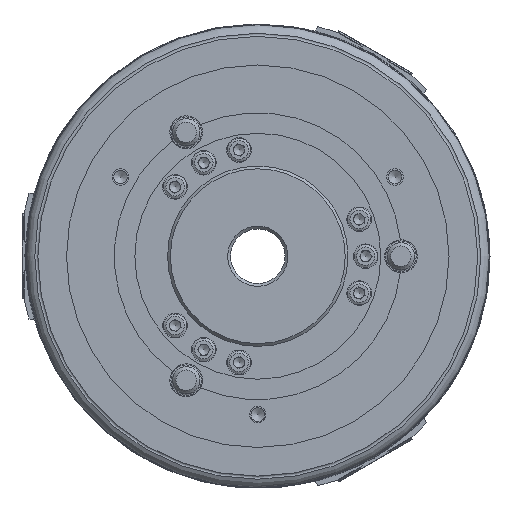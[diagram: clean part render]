
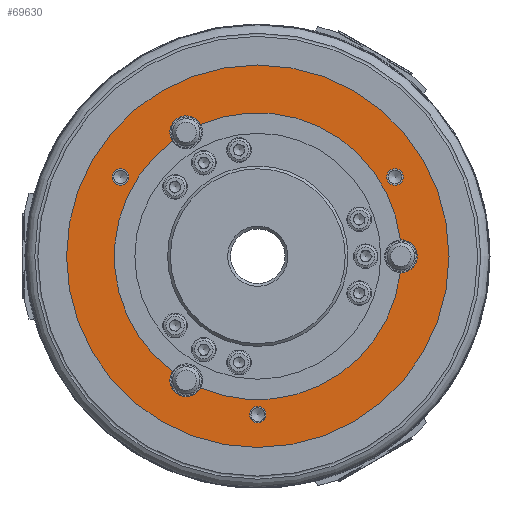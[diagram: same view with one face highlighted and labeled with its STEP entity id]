
A CAD part, left-side view. The second image highlights one B-rep face of the part: STEP entity #69630.
In plain terms, the highlighted planar face has unit normal (-1, 0, 0).
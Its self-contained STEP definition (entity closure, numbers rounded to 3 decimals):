
#812=CIRCLE('',#72535,6.);
#814=CIRCLE('',#72538,3.);
#815=CIRCLE('',#72539,3.);
#816=CIRCLE('',#72540,3.);
#817=CIRCLE('',#72541,6.);
#818=CIRCLE('',#72542,52.5);
#819=CIRCLE('',#72543,6.);
#820=CIRCLE('',#72544,52.5);
#821=CIRCLE('',#72545,52.5);
#822=CIRCLE('',#72546,70.);
#12135=ORIENTED_EDGE('',*,*,#23562,.F.);
#12136=ORIENTED_EDGE('',*,*,#23563,.F.);
#12137=ORIENTED_EDGE('',*,*,#23564,.F.);
#12138=ORIENTED_EDGE('',*,*,#23565,.F.);
#12139=ORIENTED_EDGE('',*,*,#23566,.F.);
#12140=ORIENTED_EDGE('',*,*,#23567,.T.);
#12141=ORIENTED_EDGE('',*,*,#23568,.T.);
#12142=ORIENTED_EDGE('',*,*,#23560,.F.);
#12143=ORIENTED_EDGE('',*,*,#23569,.F.);
#12144=ORIENTED_EDGE('',*,*,#23570,.F.);
#23560=EDGE_CURVE('',#29227,#29226,#812,.F.);
#23562=EDGE_CURVE('',#29229,#29229,#814,.T.);
#23563=EDGE_CURVE('',#29230,#29230,#815,.T.);
#23564=EDGE_CURVE('',#29231,#29231,#816,.T.);
#23565=EDGE_CURVE('',#29232,#29233,#817,.F.);
#23566=EDGE_CURVE('',#29234,#29232,#818,.T.);
#23567=EDGE_CURVE('',#29234,#29235,#819,.F.);
#23568=EDGE_CURVE('',#29235,#29226,#820,.T.);
#23569=EDGE_CURVE('',#29233,#29227,#821,.T.);
#23570=EDGE_CURVE('',#29236,#29236,#822,.T.);
#29226=VERTEX_POINT('',#99803);
#29227=VERTEX_POINT('',#99805);
#29229=VERTEX_POINT('',#99811);
#29230=VERTEX_POINT('',#99813);
#29231=VERTEX_POINT('',#99815);
#29232=VERTEX_POINT('',#99817);
#29233=VERTEX_POINT('',#99818);
#29234=VERTEX_POINT('',#99820);
#29235=VERTEX_POINT('',#99822);
#29236=VERTEX_POINT('',#99826);
#45466=EDGE_LOOP('',(#12135));
#45467=EDGE_LOOP('',(#12136));
#45468=EDGE_LOOP('',(#12137));
#45469=EDGE_LOOP('',(#12138,#12139,#12140,#12141,#12142,#12143));
#45470=EDGE_LOOP('',(#12144));
#48242=FACE_BOUND('',#45466,.T.);
#48243=FACE_BOUND('',#45467,.T.);
#48244=FACE_BOUND('',#45468,.T.);
#48245=FACE_BOUND('',#45469,.T.);
#48246=FACE_BOUND('',#45470,.T.);
#50672=PLANE('',#72537);
#69630=ADVANCED_FACE('',(#48242,#48243,#48244,#48245,#48246),#50672,.T.);
#72535=AXIS2_PLACEMENT_3D('',#99806,#83691,#83692);
#72537=AXIS2_PLACEMENT_3D('',#99809,#83695,#83696);
#72538=AXIS2_PLACEMENT_3D('',#99810,#83697,#83698);
#72539=AXIS2_PLACEMENT_3D('',#99812,#83699,#83700);
#72540=AXIS2_PLACEMENT_3D('',#99814,#83701,#83702);
#72541=AXIS2_PLACEMENT_3D('',#99816,#83703,#83704);
#72542=AXIS2_PLACEMENT_3D('',#99819,#83705,#83706);
#72543=AXIS2_PLACEMENT_3D('',#99821,#83707,#83708);
#72544=AXIS2_PLACEMENT_3D('',#99823,#83709,#83710);
#72545=AXIS2_PLACEMENT_3D('',#99824,#83711,#83712);
#72546=AXIS2_PLACEMENT_3D('',#99825,#83713,#83714);
#83691=DIRECTION('',(1.,0.,0.));
#83692=DIRECTION('',(0.,0.,-1.));
#83695=DIRECTION('',(-1.,0.,0.));
#83696=DIRECTION('',(0.,0.,1.));
#83697=DIRECTION('',(-1.,0.,0.));
#83698=DIRECTION('',(0.,0.,1.));
#83699=DIRECTION('',(-1.,0.,0.));
#83700=DIRECTION('',(0.,0.,1.));
#83701=DIRECTION('',(-1.,0.,0.));
#83702=DIRECTION('',(0.,0.,1.));
#83703=DIRECTION('',(1.,0.,0.));
#83704=DIRECTION('',(0.,0.866,0.5));
#83705=DIRECTION('',(-1.,0.,0.));
#83706=DIRECTION('',(0.,0.866,-0.5));
#83707=DIRECTION('',(-1.,0.,0.));
#83708=DIRECTION('',(0.,0.,1.));
#83709=DIRECTION('',(1.,0.,0.));
#83710=DIRECTION('',(0.,0.,-1.));
#83711=DIRECTION('',(-1.,0.,0.));
#83712=DIRECTION('',(0.,-0.866,-0.5));
#83713=DIRECTION('',(1.,0.,0.));
#83714=DIRECTION('',(0.,0.,-1.));
#99803=CARTESIAN_POINT('',(-76.,31.27,42.171));
#99805=CARTESIAN_POINT('',(-76.,20.886,48.167));
#99806=CARTESIAN_POINT('',(-76.,26.195,45.371));
#99809=CARTESIAN_POINT('',(-76.,26.25,-45.466));
#99810=CARTESIAN_POINT('',(-76.,50.229,29.));
#99811=CARTESIAN_POINT('',(-76.,50.229,32.));
#99812=CARTESIAN_POINT('',(-76.,-50.229,29.));
#99813=CARTESIAN_POINT('',(-76.,-50.229,32.));
#99814=CARTESIAN_POINT('',(-76.,0.,-58.));
#99815=CARTESIAN_POINT('',(-76.,0.,-55.));
#99816=CARTESIAN_POINT('',(-76.,-52.39,0.));
#99817=CARTESIAN_POINT('',(-76.,-52.157,-5.995));
#99818=CARTESIAN_POINT('',(-76.,-52.157,5.995));
#99819=CARTESIAN_POINT('',(-76.,0.,0.));
#99820=CARTESIAN_POINT('',(-76.,20.886,-48.167));
#99821=CARTESIAN_POINT('',(-76.,26.195,-45.371));
#99822=CARTESIAN_POINT('',(-76.,31.27,-42.171));
#99823=CARTESIAN_POINT('',(-76.,0.,0.));
#99824=CARTESIAN_POINT('',(-76.,0.,0.));
#99825=CARTESIAN_POINT('',(-76.,0.,0.));
#99826=CARTESIAN_POINT('',(-76.,0.,-70.));
